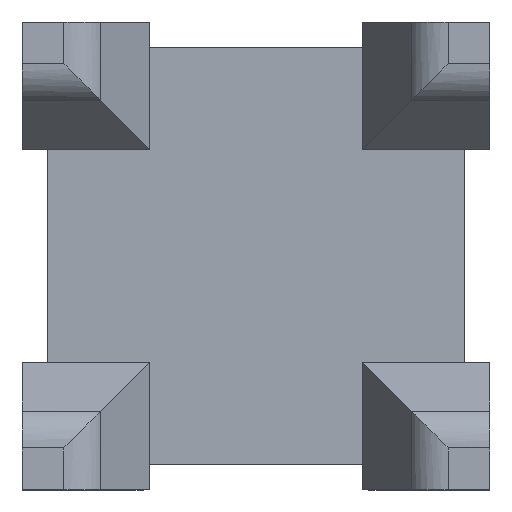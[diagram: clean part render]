
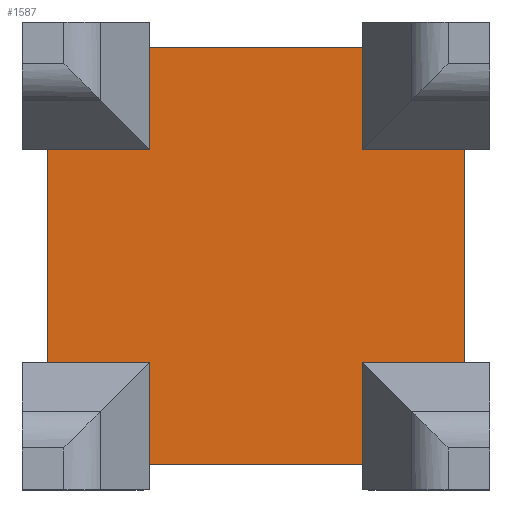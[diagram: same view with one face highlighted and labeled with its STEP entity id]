
A CAD part, top view. The second image highlights one B-rep face of the part: STEP entity #1587.
In plain terms, the highlighted planar face has unit normal (0, 0, 1).
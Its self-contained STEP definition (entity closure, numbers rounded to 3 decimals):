
#43=FACE_OUTER_BOUND($,#120,.T.);
#120=EDGE_LOOP($,(#1014,#1015,#1016,#1017,#1018,#1019,#1020,#1021,#1022,
#1023,#1024,#1025));
#239=LINE($,#2246,#437);
#240=LINE($,#2248,#438);
#241=LINE($,#2250,#439);
#242=LINE($,#2252,#440);
#243=LINE($,#2254,#441);
#244=LINE($,#2256,#442);
#245=LINE($,#2258,#443);
#246=LINE($,#2260,#444);
#247=LINE($,#2262,#445);
#248=LINE($,#2264,#446);
#249=LINE($,#2266,#447);
#250=LINE($,#2267,#448);
#437=VECTOR($,#1815,4.8);
#438=VECTOR($,#1816,4.8);
#439=VECTOR($,#1817,10.);
#440=VECTOR($,#1818,4.8);
#441=VECTOR($,#1819,4.8);
#442=VECTOR($,#1820,10.);
#443=VECTOR($,#1821,4.8);
#444=VECTOR($,#1822,4.8);
#445=VECTOR($,#1823,10.);
#446=VECTOR($,#1824,4.8);
#447=VECTOR($,#1825,4.8);
#448=VECTOR($,#1826,10.);
#638=VERTEX_POINT($,#2244);
#639=VERTEX_POINT($,#2245);
#640=VERTEX_POINT($,#2247);
#641=VERTEX_POINT($,#2249);
#642=VERTEX_POINT($,#2251);
#643=VERTEX_POINT($,#2253);
#644=VERTEX_POINT($,#2255);
#645=VERTEX_POINT($,#2257);
#646=VERTEX_POINT($,#2259);
#647=VERTEX_POINT($,#2261);
#648=VERTEX_POINT($,#2263);
#649=VERTEX_POINT($,#2265);
#786=EDGE_CURVE($,#638,#639,#239,.T.);
#787=EDGE_CURVE($,#639,#640,#240,.T.);
#788=EDGE_CURVE($,#640,#641,#241,.T.);
#789=EDGE_CURVE($,#642,#641,#242,.T.);
#790=EDGE_CURVE($,#643,#642,#243,.T.);
#791=EDGE_CURVE($,#643,#644,#244,.T.);
#792=EDGE_CURVE($,#644,#645,#245,.T.);
#793=EDGE_CURVE($,#645,#646,#246,.T.);
#794=EDGE_CURVE($,#647,#646,#247,.T.);
#795=EDGE_CURVE($,#648,#647,#248,.T.);
#796=EDGE_CURVE($,#649,#648,#249,.T.);
#797=EDGE_CURVE($,#638,#649,#250,.T.);
#1014=ORIENTED_EDGE($,*,*,#786,.T.);
#1015=ORIENTED_EDGE($,*,*,#787,.T.);
#1016=ORIENTED_EDGE($,*,*,#788,.T.);
#1017=ORIENTED_EDGE($,*,*,#789,.F.);
#1018=ORIENTED_EDGE($,*,*,#790,.F.);
#1019=ORIENTED_EDGE($,*,*,#791,.T.);
#1020=ORIENTED_EDGE($,*,*,#792,.T.);
#1021=ORIENTED_EDGE($,*,*,#793,.T.);
#1022=ORIENTED_EDGE($,*,*,#794,.F.);
#1023=ORIENTED_EDGE($,*,*,#795,.F.);
#1024=ORIENTED_EDGE($,*,*,#796,.F.);
#1025=ORIENTED_EDGE($,*,*,#797,.F.);
#1446=PLANE($,#1670);
#1587=ADVANCED_FACE($,(#43),#1446,.F.);
#1670=AXIS2_PLACEMENT_3D($,#2243,#1813,#1814);
#1813=DIRECTION('center_axis',(0.,0.,-1.));
#1814=DIRECTION('ref_axis',(-1.,0.,0.));
#1815=DIRECTION($,(1.,0.,0.));
#1816=DIRECTION($,(0.,-1.,0.));
#1817=DIRECTION($,(1.,0.,0.));
#1818=DIRECTION($,(0.,-1.,0.));
#1819=DIRECTION($,(-1.,0.,0.));
#1820=DIRECTION($,(0.,1.,0.));
#1821=DIRECTION($,(-1.,0.,0.));
#1822=DIRECTION($,(0.,1.,0.));
#1823=DIRECTION($,(1.,0.,0.));
#1824=DIRECTION($,(0.,1.,0.));
#1825=DIRECTION($,(1.,0.,0.));
#1826=DIRECTION($,(0.,1.,0.));
#2243=CARTESIAN_POINT('Origin',(-11.,11.,6.));
#2244=CARTESIAN_POINT('',(-9.8,-5.,6.));
#2245=CARTESIAN_POINT('',(-5.,-5.,6.));
#2246=CARTESIAN_POINT($,(-11.,-5.,6.));
#2247=CARTESIAN_POINT('',(-5.,-9.8,6.));
#2248=CARTESIAN_POINT($,(-5.,-11.,6.));
#2249=CARTESIAN_POINT('',(5.,-9.8,6.));
#2250=CARTESIAN_POINT($,(-5.,-9.8,6.));
#2251=CARTESIAN_POINT('',(5.,-5.,6.));
#2252=CARTESIAN_POINT($,(5.,-11.,6.));
#2253=CARTESIAN_POINT('',(9.8,-5.,6.));
#2254=CARTESIAN_POINT($,(11.,-5.,6.));
#2255=CARTESIAN_POINT('',(9.8,5.,6.));
#2256=CARTESIAN_POINT($,(9.8,5.,6.));
#2257=CARTESIAN_POINT('',(5.,5.,6.));
#2258=CARTESIAN_POINT($,(11.,5.,6.));
#2259=CARTESIAN_POINT('',(5.,9.8,6.));
#2260=CARTESIAN_POINT($,(5.,11.,6.));
#2261=CARTESIAN_POINT('',(-5.,9.8,6.));
#2262=CARTESIAN_POINT($,(-5.,9.8,6.));
#2263=CARTESIAN_POINT('',(-5.,5.,6.));
#2264=CARTESIAN_POINT($,(-5.,11.,6.));
#2265=CARTESIAN_POINT('',(-9.8,5.,6.));
#2266=CARTESIAN_POINT($,(-11.,5.,6.));
#2267=CARTESIAN_POINT($,(-9.8,5.,6.));
